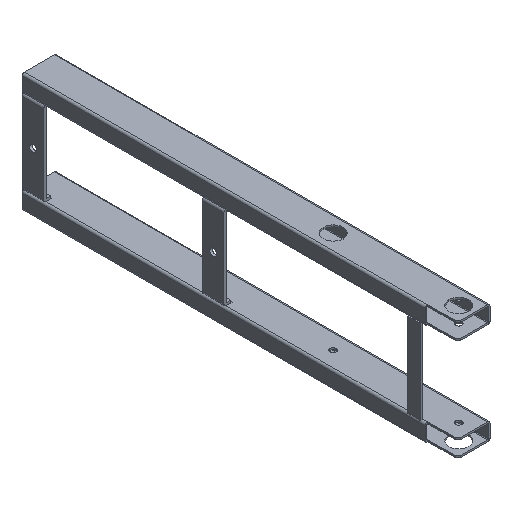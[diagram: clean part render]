
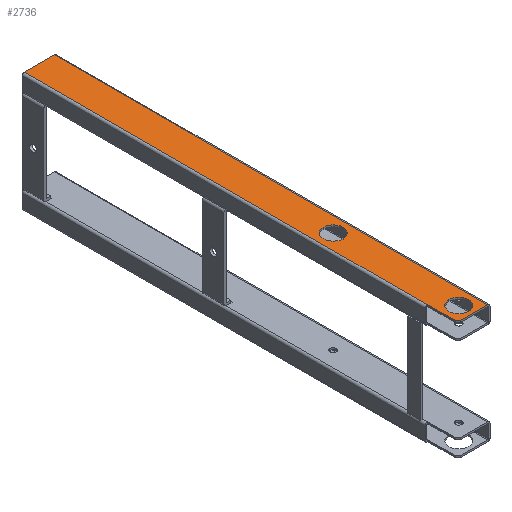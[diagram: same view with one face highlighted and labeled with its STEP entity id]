
A CAD part, isometric view. The second image highlights one B-rep face of the part: STEP entity #2736.
In plain terms, the highlighted planar face has unit normal (0, 0, 1).
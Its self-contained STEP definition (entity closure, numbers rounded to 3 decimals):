
#588=DIRECTION('',(1.,0.,0.));
#589=VECTOR('',#588,31.5);
#590=CARTESIAN_POINT('',(-12.,-688.5,-775.15));
#591=LINE('',#590,#589);
#664=DIRECTION('',(0.,-1.,0.));
#665=VECTOR('',#664,32.);
#666=CARTESIAN_POINT('',(-15.,-653.5,-775.15));
#667=LINE('',#666,#665);
#676=DIRECTION('',(-0.707,0.707,0.));
#677=VECTOR('',#676,4.243);
#678=CARTESIAN_POINT('',(-12.,-688.5,-775.15));
#679=LINE('',#678,#677);
#680=DIRECTION('',(-1.,0.,0.));
#681=VECTOR('',#680,0.5);
#682=CARTESIAN_POINT('',(-15.,-653.5,-775.15));
#683=LINE('',#682,#681);
#684=DIRECTION('',(1.,0.,0.));
#685=VECTOR('',#684,35.);
#686=CARTESIAN_POINT('',(-15.5,-188.5,-775.15));
#687=LINE('',#686,#685);
#688=CARTESIAN_POINT('',(2.,-672.5,-775.15));
#689=DIRECTION('',(0.,0.,1.));
#690=DIRECTION('',(0.,-1.,0.));
#691=AXIS2_PLACEMENT_3D('',#688,#689,#690);
#693=CARTESIAN_POINT('',(2.,-672.5,-775.15));
#694=DIRECTION('',(0.,0.,1.));
#695=DIRECTION('',(0.,1.,0.));
#696=AXIS2_PLACEMENT_3D('',#693,#694,#695);
#698=CARTESIAN_POINT('',(2.,-527.5,-775.15));
#699=DIRECTION('',(0.,0.,1.));
#700=DIRECTION('',(0.,-1.,0.));
#701=AXIS2_PLACEMENT_3D('',#698,#699,#700);
#703=CARTESIAN_POINT('',(2.,-527.5,-775.15));
#704=DIRECTION('',(0.,0.,1.));
#705=DIRECTION('',(0.,1.,0.));
#706=AXIS2_PLACEMENT_3D('',#703,#704,#705);
#712=DIRECTION('',(0.,-1.,0.));
#713=VECTOR('',#712,465.);
#714=CARTESIAN_POINT('',(-15.5,-188.5,-775.15));
#715=LINE('',#714,#713);
#720=DIRECTION('',(0.,1.,0.));
#721=VECTOR('',#720,500.);
#722=CARTESIAN_POINT('',(19.5,-688.5,-775.15));
#723=LINE('',#722,#721);
#1686=CARTESIAN_POINT('',(19.5,-188.5,-775.15));
#1687=VERTEX_POINT('',#1686);
#1688=CARTESIAN_POINT('',(-15.5,-188.5,-775.15));
#1689=VERTEX_POINT('',#1688);
#1974=CARTESIAN_POINT('',(-12.,-688.5,-775.15));
#1975=VERTEX_POINT('',#1974);
#1976=CARTESIAN_POINT('',(19.5,-688.5,-775.15));
#1977=VERTEX_POINT('',#1976);
#1992=CARTESIAN_POINT('',(-15.,-653.5,-775.15));
#1993=CARTESIAN_POINT('',(-15.,-685.5,-775.15));
#1994=VERTEX_POINT('',#1992);
#1995=VERTEX_POINT('',#1993);
#1996=CARTESIAN_POINT('',(-15.5,-653.5,-775.15));
#1997=VERTEX_POINT('',#1996);
#1998=CARTESIAN_POINT('',(2.,-684.,-775.15));
#1999=CARTESIAN_POINT('',(2.,-661.,-775.15));
#2000=VERTEX_POINT('',#1998);
#2001=VERTEX_POINT('',#1999);
#2002=CARTESIAN_POINT('',(2.,-539.,-775.15));
#2003=CARTESIAN_POINT('',(2.,-516.,-775.15));
#2004=VERTEX_POINT('',#2002);
#2005=VERTEX_POINT('',#2003);
#2707=CARTESIAN_POINT('',(2.,-438.5,-775.15));
#2708=DIRECTION('',(0.,0.,1.));
#2709=DIRECTION('',(0.,1.,0.));
#2710=AXIS2_PLACEMENT_3D('',#2707,#2708,#2709);
#2711=PLANE('',#2710);
#2712=ORIENTED_EDGE('',*,*,#2641,.F.);
#2714=ORIENTED_EDGE('',*,*,#2713,.T.);
#2715=ORIENTED_EDGE('',*,*,#2698,.F.);
#2716=ORIENTED_EDGE('',*,*,#2570,.T.);
#2718=ORIENTED_EDGE('',*,*,#2717,.F.);
#2719=ORIENTED_EDGE('',*,*,#2260,.T.);
#2721=ORIENTED_EDGE('',*,*,#2720,.F.);
#2722=EDGE_LOOP('',(#2712,#2714,#2715,#2716,#2718,#2719,#2721));
#2723=FACE_OUTER_BOUND('',#2722,.F.);
#2725=ORIENTED_EDGE('',*,*,#2724,.T.);
#2727=ORIENTED_EDGE('',*,*,#2726,.T.);
#2728=EDGE_LOOP('',(#2725,#2727));
#2729=FACE_BOUND('',#2728,.F.);
#2731=ORIENTED_EDGE('',*,*,#2730,.T.);
#2733=ORIENTED_EDGE('',*,*,#2732,.T.);
#2734=EDGE_LOOP('',(#2731,#2733));
#2735=FACE_BOUND('',#2734,.F.);
#2736=ADVANCED_FACE('',(#2723,#2729,#2735),#2711,.T.);
#692=CIRCLE('',#691,11.5);
#697=CIRCLE('',#696,11.5);
#702=CIRCLE('',#701,11.5);
#707=CIRCLE('',#706,11.5);
#2260=EDGE_CURVE('',#1689,#1687,#687,.T.);
#2570=EDGE_CURVE('',#1994,#1997,#683,.T.);
#2641=EDGE_CURVE('',#1975,#1977,#591,.T.);
#2698=EDGE_CURVE('',#1994,#1995,#667,.T.);
#2713=EDGE_CURVE('',#1975,#1995,#679,.T.);
#2717=EDGE_CURVE('',#1689,#1997,#715,.T.);
#2720=EDGE_CURVE('',#1977,#1687,#723,.T.);
#2724=EDGE_CURVE('',#2000,#2001,#692,.T.);
#2726=EDGE_CURVE('',#2001,#2000,#697,.T.);
#2730=EDGE_CURVE('',#2004,#2005,#702,.T.);
#2732=EDGE_CURVE('',#2005,#2004,#707,.T.);
